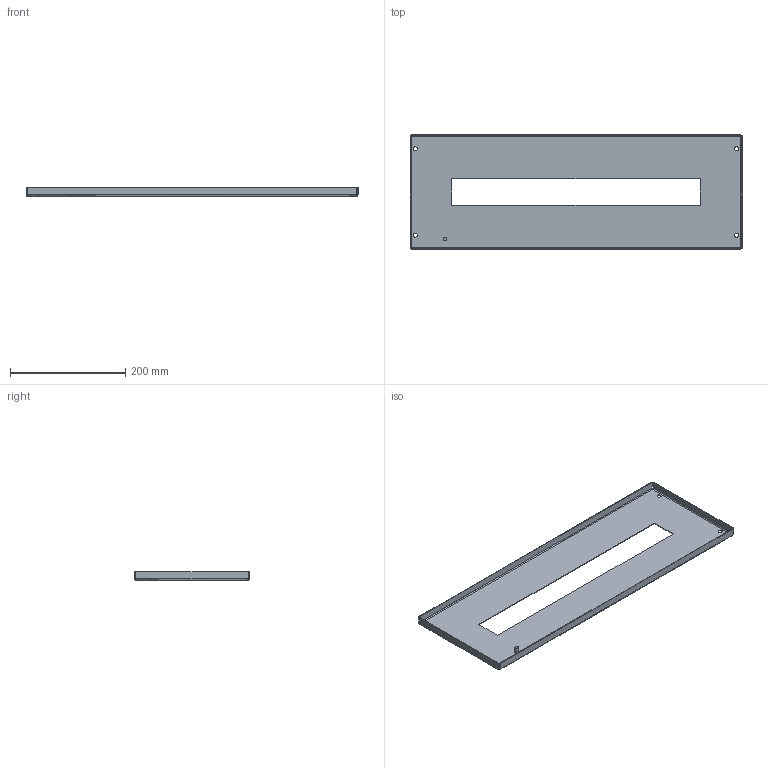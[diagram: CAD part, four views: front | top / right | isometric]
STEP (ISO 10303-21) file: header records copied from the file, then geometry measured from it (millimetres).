
FILE_DESCRIPTION((''),'2;1');
FILE_NAME('TMM200F.stp','2017-09-19T17:26:52',('User'),('SDRC'), 'I-DEAS Master Series 9','UNIX','Yes');
FILE_SCHEMA(('CONFIG_CONTROL_DESIGN', 'GEOMETRIC_VALIDATION_PROPERTIES_MIM','SHAPE_APPEARANCE_LAYER_MIM'));
Length unit declared in the file: millimetre
Assembly tree (2 placements, depth 0):
Bounding box: 577 x 199.5 x 15 mm (x, y, z)
Volume: 138051.1 mm3; surface area: 233107.5 mm2
Topology: 2 solids, 2 shells, 64 faces, 156 edges, 97 vertices
Faces by surface type: bspline 64
Entity records: 2256 total; most frequent: CARTESIAN_POINT 854, ORIENTED_EDGE 312, EDGE_CURVE 156, VERTEX_POINT 97, EDGE_LOOP 75, QUASI_UNIFORM_CURVE 70, FACE_OUTER_BOUND 64, ADVANCED_FACE 64
